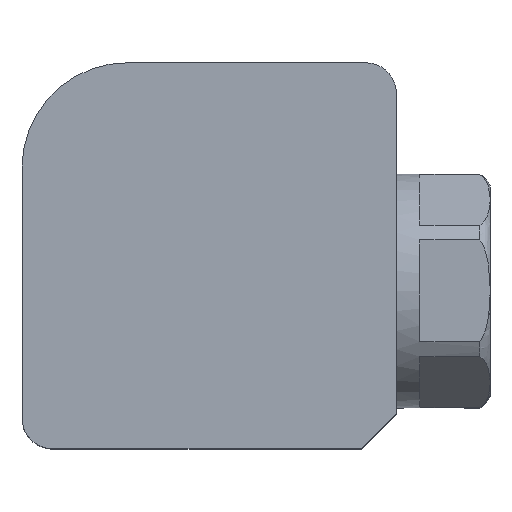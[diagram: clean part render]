
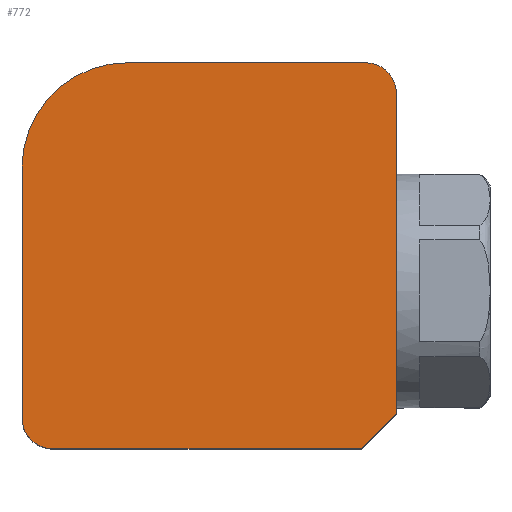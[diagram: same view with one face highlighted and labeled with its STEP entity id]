
A CAD part, top view. The second image highlights one B-rep face of the part: STEP entity #772.
In plain terms, the highlighted planar face has unit normal (0, 0, 1).
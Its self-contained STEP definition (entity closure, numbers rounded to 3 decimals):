
#387=CARTESIAN_POINT('',(0.,13.5,10.0));
#388=VERTEX_POINT('',#387);
#592=CARTESIAN_POINT('',(-29.371,0.,10.0));
#593=VERTEX_POINT('',#592);
#600=CARTESIAN_POINT('',(-32.0,2.629,10.0));
#601=VERTEX_POINT('',#600);
#602=CARTESIAN_POINT('',(-29.371,2.629,10.0));
#603=DIRECTION('',(0.0,0.0,1.0));
#604=DIRECTION('',(1.0,0.0,0.0));
#605=AXIS2_PLACEMENT_3D('',#602,#603,#604);
#606=CIRCLE('',#605,2.629);
#607=EDGE_CURVE('',#601,#593,#606,.T.);
#634=CARTESIAN_POINT('',(-2.629,33.0,10.0));
#635=VERTEX_POINT('',#634);
#642=CARTESIAN_POINT('',(0.,30.371,10.0));
#643=VERTEX_POINT('',#642);
#644=CARTESIAN_POINT('',(-2.629,30.371,10.0));
#645=DIRECTION('',(0.0,0.0,1.0));
#646=DIRECTION('',(-1.0,0.0,0.0));
#647=AXIS2_PLACEMENT_3D('',#644,#645,#646);
#648=CIRCLE('',#647,2.629);
#649=EDGE_CURVE('',#643,#635,#648,.T.);
#666=CARTESIAN_POINT('',(-32.,24.0,10.0));
#667=VERTEX_POINT('',#666);
#668=CARTESIAN_POINT('',(-32.,24.,10.0));
#669=DIRECTION('',(0.0,-1.0,0.0));
#670=VECTOR('',#669,21.371);
#671=LINE('',#668,#670);
#672=EDGE_CURVE('',#667,#601,#671,.T.);
#708=CARTESIAN_POINT('',(0.,13.5,10.0));
#709=DIRECTION('',(0.0,1.0,0.0));
#710=VECTOR('',#709,16.871);
#711=LINE('',#708,#710);
#712=EDGE_CURVE('',#388,#643,#711,.T.);
#724=CARTESIAN_POINT('',(-16.,16.5,10.0));
#725=DIRECTION('',(0.0,0.0,1.0));
#726=DIRECTION('',(1.0,0.0,0.0));
#727=AXIS2_PLACEMENT_3D('',#724,#725,#726);
#728=PLANE('',#727);
#729=ORIENTED_EDGE('',*,*,#607,.T.);
#730=CARTESIAN_POINT('',(-3.0,0.,10.0));
#731=VERTEX_POINT('',#730);
#732=CARTESIAN_POINT('',(-29.371,0.,10.0));
#733=DIRECTION('',(1.0,0.0,0.0));
#734=VECTOR('',#733,26.371);
#735=LINE('',#732,#734);
#736=EDGE_CURVE('',#593,#731,#735,.T.);
#737=ORIENTED_EDGE('',*,*,#736,.T.);
#738=CARTESIAN_POINT('',(0.,3.,10.0));
#739=VERTEX_POINT('',#738);
#740=CARTESIAN_POINT('',(0.,3.0,10.0));
#741=DIRECTION('',(-0.707,-0.707,0.0));
#742=VECTOR('',#741,4.243);
#743=LINE('',#740,#742);
#744=EDGE_CURVE('',#739,#731,#743,.T.);
#745=ORIENTED_EDGE('',*,*,#744,.F.);
#746=CARTESIAN_POINT('',(0.,3.0,10.0));
#747=DIRECTION('',(0.0,1.0,0.0));
#748=VECTOR('',#747,10.5);
#749=LINE('',#746,#748);
#750=EDGE_CURVE('',#739,#388,#749,.T.);
#751=ORIENTED_EDGE('',*,*,#750,.T.);
#752=ORIENTED_EDGE('',*,*,#712,.T.);
#753=ORIENTED_EDGE('',*,*,#649,.T.);
#754=CARTESIAN_POINT('',(-23.0,33.,10.0));
#755=VERTEX_POINT('',#754);
#756=CARTESIAN_POINT('',(-2.629,33.0,10.0));
#757=DIRECTION('',(-1.0,0.0,0.0));
#758=VECTOR('',#757,20.371);
#759=LINE('',#756,#758);
#760=EDGE_CURVE('',#635,#755,#759,.T.);
#761=ORIENTED_EDGE('',*,*,#760,.T.);
#762=CARTESIAN_POINT('',(-23.0,24.,10.0));
#763=DIRECTION('',(0.0,0.0,1.0));
#764=DIRECTION('',(0.0,-1.0,0.0));
#765=AXIS2_PLACEMENT_3D('',#762,#763,#764);
#766=CIRCLE('',#765,9.0);
#767=EDGE_CURVE('',#755,#667,#766,.T.);
#768=ORIENTED_EDGE('',*,*,#767,.T.);
#769=ORIENTED_EDGE('',*,*,#672,.T.);
#770=EDGE_LOOP('',(#729,#737,#745,#751,#752,#753,#761,#768,#769));
#771=FACE_OUTER_BOUND('',#770,.T.);
#772=ADVANCED_FACE('',(#771),#728,.T.);
